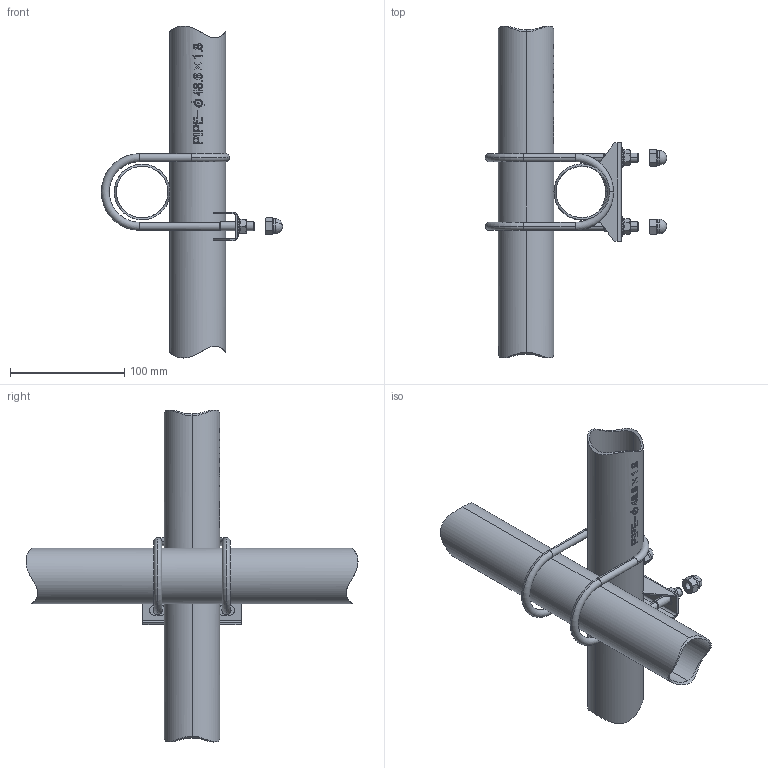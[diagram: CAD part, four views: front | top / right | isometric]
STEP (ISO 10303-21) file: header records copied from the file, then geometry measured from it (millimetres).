
FILE_DESCRIPTION (( 'STEP AP214' ), '1' );
FILE_NAME ('BC-48.6.STEP', '2015-12-13T14:03:12', ( 'user' ), ( 'Hewlett-Packard Company' ), 'SwSTEP 2.0', 'SolidWorks 2014', '' );
FILE_SCHEMA (( 'AUTOMOTIVE_DESIGN' ));
Length unit declared in the file: millimetre
Products named in the file (6): domed cap nut_1_jis_JIS B 1183 Domed cap nut Type 1 M8 --N; hexagon nut with flange_jis_JIS B 1190 M8 --N; Part_BC-48.6_金具; PIPE-冇48.6亊1.8; Part_BC-48.6; BC-48.6
Assembly tree (8 placements, depth 2):
  BC-48.6
    Part_BC-48.6
    PIPE-冇48.6亊1.8  x2
    Part_BC-48.6_金具
    hexagon nut with flange_jis_JIS B 1190 M8 --N  x2
    domed cap nut_1_jis_JIS B 1183 Domed cap nut Type 1 M8 --N  x2
Bounding box: 158.5 x 290.02 x 290.02 mm (x, y, z)
Volume: 181089.4 mm3; surface area: 190997.1 mm2
Topology: 8 solids, 8 shells, 768 faces, 1978 edges, 1276 vertices
Faces by surface type: plane 299, bspline 284, cylinder 101, cone 64, torus 16, sphere 4
Entity records: 19772 total; most frequent: CARTESIAN_POINT 9591, ORIENTED_EDGE 2312, DIRECTION 1573, EDGE_CURVE 1156, VERTEX_POINT 746, LINE 559, VECTOR 559, AXIS2_PLACEMENT_3D 507
